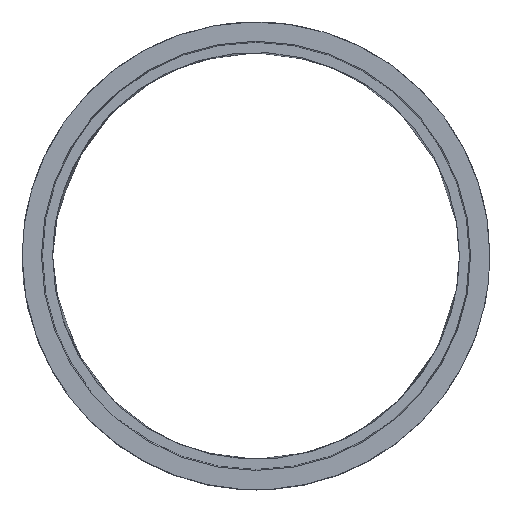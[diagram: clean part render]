
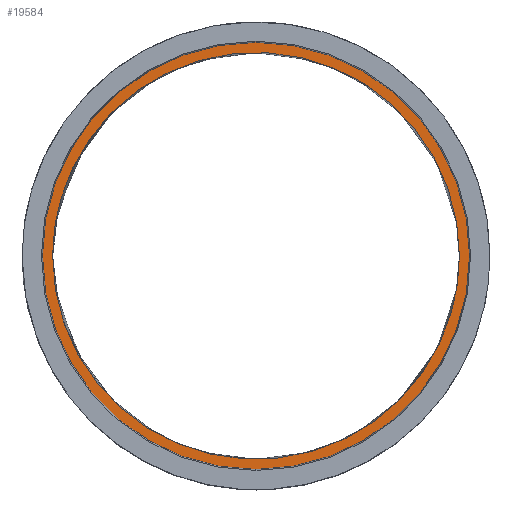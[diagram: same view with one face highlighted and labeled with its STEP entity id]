
A CAD part, top view. The second image highlights one B-rep face of the part: STEP entity #19584.
In plain terms, the highlighted planar face has unit normal (0, 0, 1).
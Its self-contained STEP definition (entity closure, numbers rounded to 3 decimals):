
#27 = EDGE_CURVE ( 'NONE', #6196, #6327, #5246, .T. ) ;
#178 = CARTESIAN_POINT ( 'NONE',  ( 265.209, -1000., 1000. ) ) ;
#286 = CARTESIAN_POINT ( 'NONE',  ( 999.473, -39.727, 1000. ) ) ;
#1228 = CARTESIAN_POINT ( 'NONE',  ( 0., 0., 1000. ) ) ;
#1647 = CARTESIAN_POINT ( 'NONE',  ( 0., 0., 1000. ) ) ;
#1689 = CARTESIAN_POINT ( 'NONE',  ( 993.221, -118.471, 1000. ) ) ;
#1891 = CARTESIAN_POINT ( 'NONE',  ( 519.576, 894.638, 1000. ) ) ;
#2369 = EDGE_CURVE ( 'NONE', #19387, #19306, #20300, .T. ) ;
#2806 = CARTESIAN_POINT ( 'NONE',  ( 857.132, 557.082, 1000. ) ) ;
#3555 = CARTESIAN_POINT ( 'NONE',  ( 960.658, -352.232, 1000. ) ) ;
#3919 = AXIS2_PLACEMENT_3D ( 'NONE', #1647, #5037, #8308 ) ;
#4197 = DIRECTION ( 'NONE',  ( 0., 0., 1. ) ) ;
#4558 = CARTESIAN_POINT ( 'NONE',  ( 993.221, 118.471, 1000. ) ) ;
#4591 = DIRECTION ( 'NONE',  ( -1., 0., 0. ) ) ;
#4667 = CARTESIAN_POINT ( 'NONE',  ( -519.576, 894.638, 1000. ) ) ;
#4973 = CARTESIAN_POINT ( 'NONE',  ( -894.638, -519.576, 1000. ) ) ;
#5037 = DIRECTION ( 'NONE',  ( 0., 0., 1. ) ) ;
#5246 = CIRCLE ( 'NONE', #12550, 1050. ) ;
#5281 = CARTESIAN_POINT ( 'NONE',  ( 1000., 0., 1000. ) ) ;
#6119 = FACE_BOUND ( 'NONE', #18580, .T. ) ;
#6196 = VERTEX_POINT ( 'NONE', #11434 ) ;
#6327 = VERTEX_POINT ( 'NONE', #20368 ) ;
#6936 = CARTESIAN_POINT ( 'NONE',  ( -1000., -265.209, 1000. ) ) ;
#7756 = FACE_OUTER_BOUND ( 'NONE', #12955, .T. ) ;
#7995 = DIRECTION ( 'NONE',  ( 1., 0., 0. ) ) ;
#8155 = CARTESIAN_POINT ( 'NONE',  ( 960.658, 352.232, 1000. ) ) ;
#8308 = DIRECTION ( 'NONE',  ( 1., 0., 0. ) ) ;
#8461 = CARTESIAN_POINT ( 'NONE',  ( -519.576, -894.638, 1000. ) ) ;
#9467 = CARTESIAN_POINT ( 'NONE',  ( -894.638, 519.576, 1000. ) ) ;
#10170 = CIRCLE ( 'NONE', #3919, 1050. ) ;
#10198 = CARTESIAN_POINT ( 'NONE',  ( 1000., -13.26, 1000. ) ) ;
#11434 = CARTESIAN_POINT ( 'NONE',  ( -1050., 0., 1000. ) ) ;
#11623 = CARTESIAN_POINT ( 'NONE',  ( -265.209, -1000., 1000. ) ) ;
#11825 = CARTESIAN_POINT ( 'NONE',  ( 997.12, 79.223, 1000. ) ) ;
#12550 = AXIS2_PLACEMENT_3D ( 'NONE', #1228, #4197, #7995 ) ;
#12769 = CARTESIAN_POINT ( 'NONE',  ( 1000., 0., 1000. ) ) ;
#12778 = B_SPLINE_CURVE_WITH_KNOTS ( 'NONE', 3,
 ( #5281, #18463, #16833, #11825, #4558, #8155, #2806, #1891, #12953, #14585, #4667, #9467, #14482, #21449 ),
 .UNSPECIFIED., .F., .F.,
 ( 4, 1, 1, 1, 1, 2, 2, 2, 4 ),
 ( 0., 0.039, 0.078, 0.117, 0.156, 0.782, 1.563, 2.345, 3.126 ),
 .UNSPECIFIED. ) ;
#12879 = DIRECTION ( 'NONE',  ( 0., 0., -1. ) ) ;
#12953 = CARTESIAN_POINT ( 'NONE',  ( 265.209, 1000., 1000. ) ) ;
#12955 = EDGE_LOOP ( 'NONE', ( #13300, #14615 ) ) ;
#13300 = ORIENTED_EDGE ( 'NONE', *, *, #20337, .T. ) ;
#13370 = CARTESIAN_POINT ( 'NONE',  ( 997.12, -79.223, 1000. ) ) ;
#13478 = CARTESIAN_POINT ( 'NONE',  ( 519.576, -894.638, 1000. ) ) ;
#14482 = CARTESIAN_POINT ( 'NONE',  ( -1000., 265.209, 1000. ) ) ;
#14585 = CARTESIAN_POINT ( 'NONE',  ( -265.209, 1000., 1000. ) ) ;
#14615 = ORIENTED_EDGE ( 'NONE', *, *, #27, .T. ) ;
#16354 = PLANE ( 'NONE',  #20983 ) ;
#16833 = CARTESIAN_POINT ( 'NONE',  ( 999.473, 39.727, 1000. ) ) ;
#17580 = CARTESIAN_POINT ( 'NONE',  ( -1000., 0., 1000. ) ) ;
#18266 = CARTESIAN_POINT ( 'NONE',  ( 857.132, -557.082, 1000. ) ) ;
#18463 = CARTESIAN_POINT ( 'NONE',  ( 1000., 13.26, 1000. ) ) ;
#18580 = EDGE_LOOP ( 'NONE', ( #19836, #19953 ) ) ;
#19306 = VERTEX_POINT ( 'NONE', #19760 ) ;
#19387 = VERTEX_POINT ( 'NONE', #17580 ) ;
#19584 = ADVANCED_FACE ( 'NONE', ( #7756, #6119 ), #16354, .F. ) ;
#19760 = CARTESIAN_POINT ( 'NONE',  ( 1000., 0., 1000. ) ) ;
#19836 = ORIENTED_EDGE ( 'NONE', *, *, #21406, .F. ) ;
#19902 = CARTESIAN_POINT ( 'NONE',  ( -1000., 0., 1000. ) ) ;
#19953 = ORIENTED_EDGE ( 'NONE', *, *, #2369, .F. ) ;
#20300 = B_SPLINE_CURVE_WITH_KNOTS ( 'NONE', 3,
 ( #19902, #6936, #4973, #8461, #11623, #178, #13478, #18266, #3555, #1689, #13370, #286, #10198, #20671 ),
 .UNSPECIFIED., .F., .F.,
 ( 4, 2, 2, 2, 1, 1, 1, 1, 4 ),
 ( 3.126, 3.908, 4.689, 5.471, 6.096, 6.135, 6.174, 6.213, 6.252 ),
 .UNSPECIFIED. ) ;
#20337 = EDGE_CURVE ( 'NONE', #6327, #6196, #10170, .T. ) ;
#20368 = CARTESIAN_POINT ( 'NONE',  ( 1050., 0., 1000. ) ) ;
#20671 = CARTESIAN_POINT ( 'NONE',  ( 1000., 0., 1000. ) ) ;
#20983 = AXIS2_PLACEMENT_3D ( 'NONE', #12769, #12879, #4591 ) ;
#21406 = EDGE_CURVE ( 'NONE', #19306, #19387, #12778, .T. ) ;
#21449 = CARTESIAN_POINT ( 'NONE',  ( -1000., 0., 1000. ) ) ;
